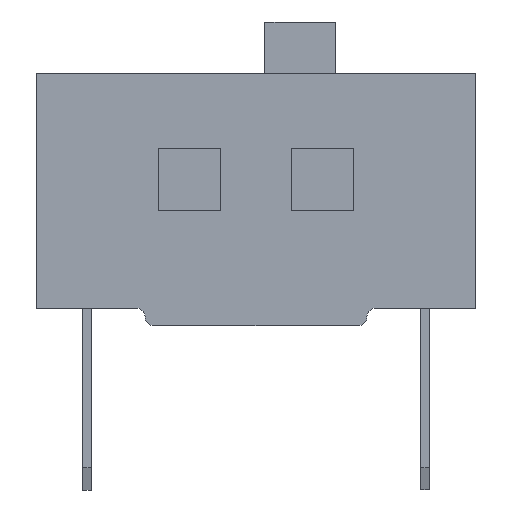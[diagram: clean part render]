
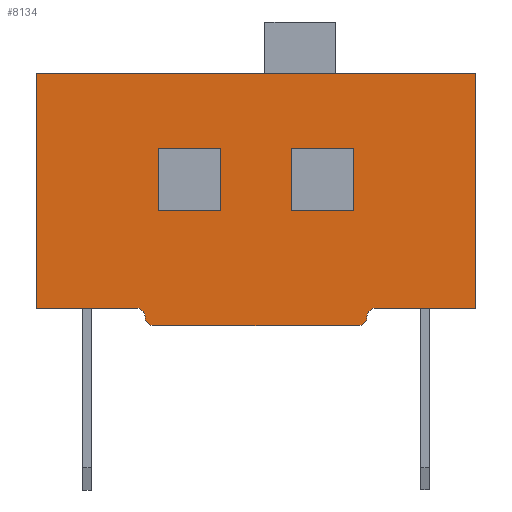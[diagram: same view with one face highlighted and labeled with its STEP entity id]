
A CAD part, left-side view. The second image highlights one B-rep face of the part: STEP entity #8134.
In plain terms, the highlighted planar face has unit normal (-1, 0, 0).
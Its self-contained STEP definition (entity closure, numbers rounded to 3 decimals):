
#255=CIRCLE('',#8483,0.2);
#256=CIRCLE('',#8484,0.2);
#257=CIRCLE('',#8485,0.2);
#258=CIRCLE('',#8486,0.2);
#273=ORIENTED_EDGE('',*,*,#2005,.T.);
#274=ORIENTED_EDGE('',*,*,#2006,.T.);
#275=ORIENTED_EDGE('',*,*,#2007,.T.);
#276=ORIENTED_EDGE('',*,*,#2008,.T.);
#277=ORIENTED_EDGE('',*,*,#2009,.T.);
#278=ORIENTED_EDGE('',*,*,#2010,.T.);
#279=ORIENTED_EDGE('',*,*,#2011,.T.);
#280=ORIENTED_EDGE('',*,*,#2012,.T.);
#281=ORIENTED_EDGE('',*,*,#2013,.F.);
#282=ORIENTED_EDGE('',*,*,#2014,.F.);
#283=ORIENTED_EDGE('',*,*,#2015,.T.);
#284=ORIENTED_EDGE('',*,*,#2016,.T.);
#285=ORIENTED_EDGE('',*,*,#2017,.T.);
#286=ORIENTED_EDGE('',*,*,#2018,.T.);
#287=ORIENTED_EDGE('',*,*,#2019,.T.);
#288=ORIENTED_EDGE('',*,*,#2020,.T.);
#289=ORIENTED_EDGE('',*,*,#2021,.T.);
#290=ORIENTED_EDGE('',*,*,#2022,.T.);
#2005=EDGE_CURVE('',#2871,#2872,#3451,.T.);
#2006=EDGE_CURVE('',#2872,#2873,#3452,.T.);
#2007=EDGE_CURVE('',#2873,#2874,#3453,.T.);
#2008=EDGE_CURVE('',#2874,#2871,#3454,.T.);
#2009=EDGE_CURVE('',#2875,#2876,#3455,.T.);
#2010=EDGE_CURVE('',#2876,#2877,#255,.F.);
#2011=EDGE_CURVE('',#2877,#2878,#256,.T.);
#2012=EDGE_CURVE('',#2878,#2879,#3456,.T.);
#2013=EDGE_CURVE('',#2880,#2879,#3457,.T.);
#2014=EDGE_CURVE('',#2881,#2880,#3458,.T.);
#2015=EDGE_CURVE('',#2881,#2882,#3459,.T.);
#2016=EDGE_CURVE('',#2882,#2883,#3460,.T.);
#2017=EDGE_CURVE('',#2883,#2884,#257,.T.);
#2018=EDGE_CURVE('',#2884,#2875,#258,.F.);
#2019=EDGE_CURVE('',#2885,#2886,#3461,.T.);
#2020=EDGE_CURVE('',#2886,#2887,#3462,.T.);
#2021=EDGE_CURVE('',#2887,#2888,#3463,.T.);
#2022=EDGE_CURVE('',#2888,#2885,#3464,.T.);
#2871=VERTEX_POINT('',#10191);
#2872=VERTEX_POINT('',#10192);
#2873=VERTEX_POINT('',#10194);
#2874=VERTEX_POINT('',#10196);
#2875=VERTEX_POINT('',#10199);
#2876=VERTEX_POINT('',#10200);
#2877=VERTEX_POINT('',#10202);
#2878=VERTEX_POINT('',#10204);
#2879=VERTEX_POINT('',#10206);
#2880=VERTEX_POINT('',#10208);
#2881=VERTEX_POINT('',#10210);
#2882=VERTEX_POINT('',#10212);
#2883=VERTEX_POINT('',#10214);
#2884=VERTEX_POINT('',#10216);
#2885=VERTEX_POINT('',#10219);
#2886=VERTEX_POINT('',#10220);
#2887=VERTEX_POINT('',#10222);
#2888=VERTEX_POINT('',#10224);
#3451=LINE('',#10190,#4141);
#3452=LINE('',#10193,#4142);
#3453=LINE('',#10195,#4143);
#3454=LINE('',#10197,#4144);
#3455=LINE('',#10198,#4145);
#3456=LINE('',#10205,#4146);
#3457=LINE('',#10207,#4147);
#3458=LINE('',#10209,#4148);
#3459=LINE('',#10211,#4149);
#3460=LINE('',#10213,#4150);
#3461=LINE('',#10218,#4151);
#3462=LINE('',#10221,#4152);
#3463=LINE('',#10223,#4153);
#3464=LINE('',#10225,#4154);
#4141=VECTOR('',#8824,1000.);
#4142=VECTOR('',#8825,1000.);
#4143=VECTOR('',#8826,1000.);
#4144=VECTOR('',#8827,1000.);
#4145=VECTOR('',#8828,1000.);
#4146=VECTOR('',#8833,1000.);
#4147=VECTOR('',#8834,1000.);
#4148=VECTOR('',#8835,1000.);
#4149=VECTOR('',#8836,1000.);
#4150=VECTOR('',#8837,1000.);
#4151=VECTOR('',#8842,1000.);
#4152=VECTOR('',#8843,1000.);
#4153=VECTOR('',#8844,1000.);
#4154=VECTOR('',#8845,1000.);
#4831=EDGE_LOOP('',(#273,#274,#275,#276));
#4832=EDGE_LOOP('',(#277,#278,#279,#280,#281,#282,#283,#284,#285,#286));
#4833=EDGE_LOOP('',(#287,#288,#289,#290));
#5221=FACE_BOUND('',#4831,.T.);
#5222=FACE_BOUND('',#4832,.T.);
#5223=FACE_BOUND('',#4833,.T.);
#5611=PLANE('',#8482);
#8134=ADVANCED_FACE('',(#5221,#5222,#5223),#5611,.F.);
#8482=AXIS2_PLACEMENT_3D('',#10189,#8822,#8823);
#8483=AXIS2_PLACEMENT_3D('',#10201,#8829,#8830);
#8484=AXIS2_PLACEMENT_3D('',#10203,#8831,#8832);
#8485=AXIS2_PLACEMENT_3D('',#10215,#8838,#8839);
#8486=AXIS2_PLACEMENT_3D('',#10217,#8840,#8841);
#8822=DIRECTION('',(1.,0.,0.));
#8823=DIRECTION('',(0.,0.,-1.));
#8824=DIRECTION('',(0.,1.,0.));
#8825=DIRECTION('',(0.,0.,1.));
#8826=DIRECTION('',(0.,-1.,0.));
#8827=DIRECTION('',(0.,0.,-1.));
#8828=DIRECTION('',(0.,-1.,0.));
#8829=DIRECTION('',(1.,0.,0.));
#8830=DIRECTION('',(0.,0.,-1.));
#8831=DIRECTION('',(1.,0.,0.));
#8832=DIRECTION('',(0.,0.,-1.));
#8833=DIRECTION('',(0.,-1.,0.));
#8834=DIRECTION('',(0.,0.,-1.));
#8835=DIRECTION('',(0.,-1.,0.));
#8836=DIRECTION('',(0.,0.,-1.));
#8837=DIRECTION('',(0.,-1.,0.));
#8838=DIRECTION('',(1.,0.,0.));
#8839=DIRECTION('',(0.,0.,-1.));
#8840=DIRECTION('',(1.,0.,0.));
#8841=DIRECTION('',(0.,0.,-1.));
#8842=DIRECTION('',(0.,1.,0.));
#8843=DIRECTION('',(0.,0.,1.));
#8844=DIRECTION('',(0.,-1.,0.));
#8845=DIRECTION('',(0.,0.,-1.));
#10189=CARTESIAN_POINT('',(-10.66,4.95,5.3));
#10190=CARTESIAN_POINT('',(-10.66,0.8,2.2));
#10191=CARTESIAN_POINT('',(-10.66,0.8,2.2));
#10192=CARTESIAN_POINT('',(-10.66,2.2,2.2));
#10193=CARTESIAN_POINT('',(-10.66,2.2,2.2));
#10194=CARTESIAN_POINT('',(-10.66,2.2,3.6));
#10195=CARTESIAN_POINT('',(-10.66,2.2,3.6));
#10196=CARTESIAN_POINT('',(-10.66,0.8,3.6));
#10197=CARTESIAN_POINT('',(-10.66,0.8,3.6));
#10198=CARTESIAN_POINT('',(-10.66,2.5,-0.4));
#10199=CARTESIAN_POINT('',(-10.66,2.3,-0.4));
#10200=CARTESIAN_POINT('',(-10.66,-2.3,-0.4));
#10201=CARTESIAN_POINT('',(-10.66,-2.3,-0.2));
#10202=CARTESIAN_POINT('',(-10.66,-2.5,-0.2));
#10203=CARTESIAN_POINT('',(-10.66,-2.7,-0.2));
#10204=CARTESIAN_POINT('',(-10.66,-2.7,0.));
#10205=CARTESIAN_POINT('',(-10.66,4.95,0.));
#10206=CARTESIAN_POINT('',(-10.66,-4.95,0.));
#10207=CARTESIAN_POINT('',(-10.66,-4.95,5.3));
#10208=CARTESIAN_POINT('',(-10.66,-4.95,5.3));
#10209=CARTESIAN_POINT('',(-10.66,4.95,5.3));
#10210=CARTESIAN_POINT('',(-10.66,4.95,5.3));
#10211=CARTESIAN_POINT('',(-10.66,4.95,5.3));
#10212=CARTESIAN_POINT('',(-10.66,4.95,0.));
#10213=CARTESIAN_POINT('',(-10.66,4.95,0.));
#10214=CARTESIAN_POINT('',(-10.66,2.7,0.));
#10215=CARTESIAN_POINT('',(-10.66,2.7,-0.2));
#10216=CARTESIAN_POINT('',(-10.66,2.5,-0.2));
#10217=CARTESIAN_POINT('',(-10.66,2.3,-0.2));
#10218=CARTESIAN_POINT('',(-10.66,-2.2,2.2));
#10219=CARTESIAN_POINT('',(-10.66,-2.2,2.2));
#10220=CARTESIAN_POINT('',(-10.66,-0.8,2.2));
#10221=CARTESIAN_POINT('',(-10.66,-0.8,2.2));
#10222=CARTESIAN_POINT('',(-10.66,-0.8,3.6));
#10223=CARTESIAN_POINT('',(-10.66,-0.8,3.6));
#10224=CARTESIAN_POINT('',(-10.66,-2.2,3.6));
#10225=CARTESIAN_POINT('',(-10.66,-2.2,3.6));
